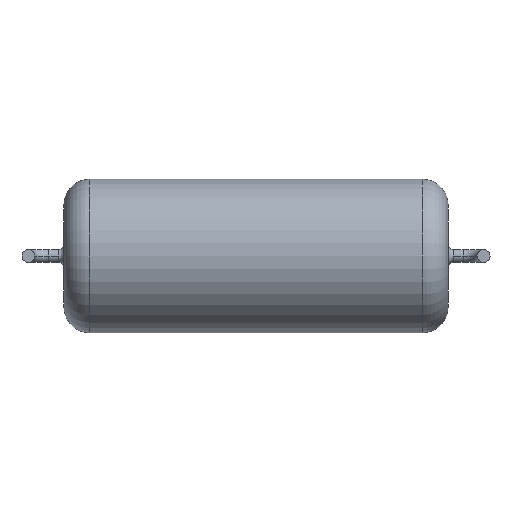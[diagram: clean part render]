
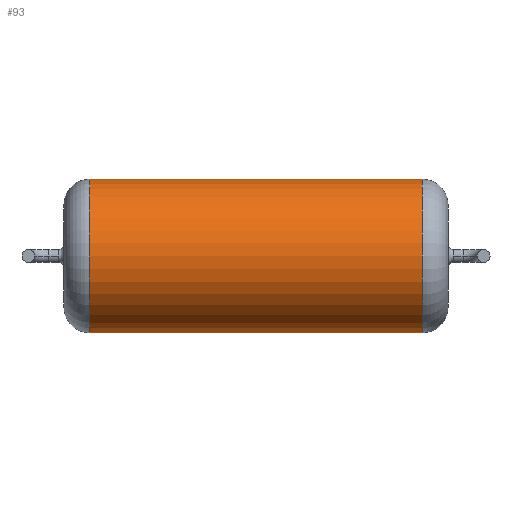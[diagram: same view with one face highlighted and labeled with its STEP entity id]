
A CAD part, front view. The second image highlights one B-rep face of the part: STEP entity #93.
In plain terms, the highlighted cylindrical face has radius 3 mm (diameter 6 mm), a partial arc.
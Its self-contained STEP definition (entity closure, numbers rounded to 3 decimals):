
#12 = CIRCLE ( 'NONE', #666, 3. ) ;
#23 = ORIENTED_EDGE ( 'NONE', *, *, #837, .F. ) ;
#60 = VECTOR ( 'NONE', #763, 1000. ) ;
#89 = VECTOR ( 'NONE', #643, 1000. ) ;
#93 = ADVANCED_FACE ( 'NONE', ( #947 ), #515, .T. ) ;
#172 = DIRECTION ( 'NONE',  ( 0., 0., -1. ) ) ;
#200 = CARTESIAN_POINT ( 'NONE',  ( 1., 0., -3. ) ) ;
#208 = VERTEX_POINT ( 'NONE', #682 ) ;
#218 = CARTESIAN_POINT ( 'NONE',  ( 14., 0., 3. ) ) ;
#227 = AXIS2_PLACEMENT_3D ( 'NONE', #233, #533, #463 ) ;
#230 = AXIS2_PLACEMENT_3D ( 'NONE', #395, #759, #172 ) ;
#233 = CARTESIAN_POINT ( 'NONE',  ( 15., 0., 0. ) ) ;
#245 = CARTESIAN_POINT ( 'NONE',  ( 1., 0., 0. ) ) ;
#261 = VERTEX_POINT ( 'NONE', #744 ) ;
#312 = EDGE_CURVE ( 'NONE', #934, #208, #482, .T. ) ;
#335 = EDGE_CURVE ( 'NONE', #208, #774, #12, .T. ) ;
#395 = CARTESIAN_POINT ( 'NONE',  ( 14., 0., 0. ) ) ;
#430 = LINE ( 'NONE', #440, #89 ) ;
#440 = CARTESIAN_POINT ( 'NONE',  ( 15., 0., -3. ) ) ;
#463 = DIRECTION ( 'NONE',  ( 0., 0., 1. ) ) ;
#464 = DIRECTION ( 'NONE',  ( 0., 0., -1. ) ) ;
#482 = LINE ( 'NONE', #828, #60 ) ;
#486 = ORIENTED_EDGE ( 'NONE', *, *, #335, .T. ) ;
#515 = CYLINDRICAL_SURFACE ( 'NONE', #227, 3. ) ;
#533 = DIRECTION ( 'NONE',  ( -1., 0., 0. ) ) ;
#536 = CIRCLE ( 'NONE', #230, 3. ) ;
#547 = DIRECTION ( 'NONE',  ( 1., 0., 0. ) ) ;
#643 = DIRECTION ( 'NONE',  ( -1., 0., 0. ) ) ;
#666 = AXIS2_PLACEMENT_3D ( 'NONE', #245, #547, #464 ) ;
#682 = CARTESIAN_POINT ( 'NONE',  ( 1., 0., 3. ) ) ;
#698 = EDGE_CURVE ( 'NONE', #261, #934, #536, .T. ) ;
#717 = ORIENTED_EDGE ( 'NONE', *, *, #698, .T. ) ;
#744 = CARTESIAN_POINT ( 'NONE',  ( 14., 0., -3. ) ) ;
#759 = DIRECTION ( 'NONE',  ( -1., 0., 0. ) ) ;
#761 = EDGE_LOOP ( 'NONE', ( #23, #717, #866, #486 ) ) ;
#763 = DIRECTION ( 'NONE',  ( -1., 0., 0. ) ) ;
#774 = VERTEX_POINT ( 'NONE', #200 ) ;
#828 = CARTESIAN_POINT ( 'NONE',  ( 15., 0., 3. ) ) ;
#837 = EDGE_CURVE ( 'NONE', #261, #774, #430, .T. ) ;
#866 = ORIENTED_EDGE ( 'NONE', *, *, #312, .T. ) ;
#934 = VERTEX_POINT ( 'NONE', #218 ) ;
#947 = FACE_OUTER_BOUND ( 'NONE', #761, .T. ) ;
